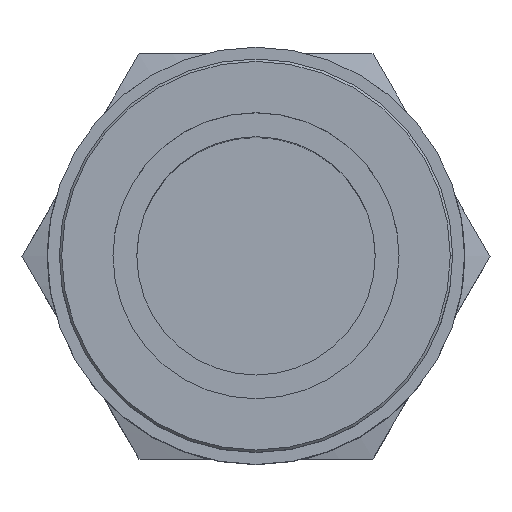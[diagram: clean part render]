
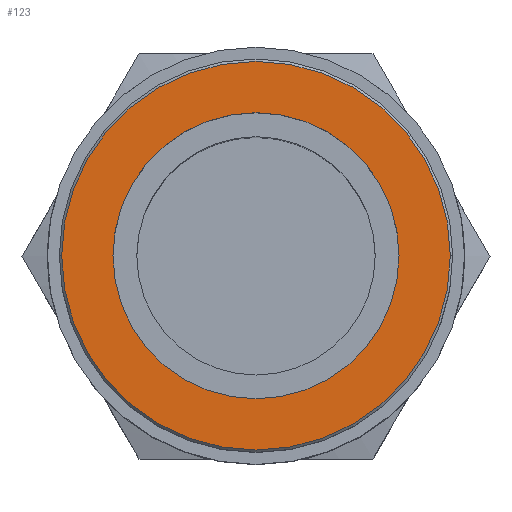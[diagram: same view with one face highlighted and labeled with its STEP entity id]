
A CAD part, top view. The second image highlights one B-rep face of the part: STEP entity #123.
In plain terms, the highlighted planar face has unit normal (0, 0, 1).
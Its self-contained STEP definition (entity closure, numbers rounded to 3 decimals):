
#34=FACE_BOUND('',#736,.T.);
#68=CIRCLE('',#993,8.15);
#69=CIRCLE('',#994,8.15);
#70=CIRCLE('',#995,6.);
#71=CIRCLE('',#996,6.);
#123=ADVANCED_FACE('KC10-02',(#171,#34),#773,.T.);
#171=FACE_OUTER_BOUND('',#735,.T.);
#386=ORIENTED_EDGE('',*,*,#574,.T.);
#387=ORIENTED_EDGE('',*,*,#575,.T.);
#388=ORIENTED_EDGE('',*,*,#576,.F.);
#389=ORIENTED_EDGE('',*,*,#577,.F.);
#574=EDGE_CURVE('81',#692,#693,#68,.T.);
#575=EDGE_CURVE('82',#693,#692,#69,.T.);
#576=EDGE_CURVE('90',#694,#695,#70,.T.);
#577=EDGE_CURVE('89',#695,#694,#71,.T.);
#692=VERTEX_POINT('46',#911);
#693=VERTEX_POINT('64',#912);
#694=VERTEX_POINT('67',#914);
#695=VERTEX_POINT('47',#915);
#735=EDGE_LOOP('',(#386,#387));
#736=EDGE_LOOP('',(#388,#389));
#773=PLANE('',#992);
#910=CARTESIAN_POINT('',(-8.65,-8.65,32.3));
#911=CARTESIAN_POINT('',(8.15,0.,32.3));
#912=CARTESIAN_POINT('',(-8.15,0.,32.3));
#913=CARTESIAN_POINT('',(0.,0.,32.3));
#914=CARTESIAN_POINT('',(6.,0.,32.3));
#915=CARTESIAN_POINT('',(-6.,0.,32.3));
#992=AXIS2_PLACEMENT_3D('',#910,#1033,#1034);
#993=AXIS2_PLACEMENT_3D('',#913,#1033,#1034);
#994=AXIS2_PLACEMENT_3D('',#913,#1033,#1041);
#995=AXIS2_PLACEMENT_3D('',#913,#1033,#1034);
#996=AXIS2_PLACEMENT_3D('',#913,#1033,#1041);
#1033=DIRECTION('',(0.,0.,1.));
#1034=DIRECTION('',(1.,0.,0.));
#1041=DIRECTION('',(-1.,0.,0.));
